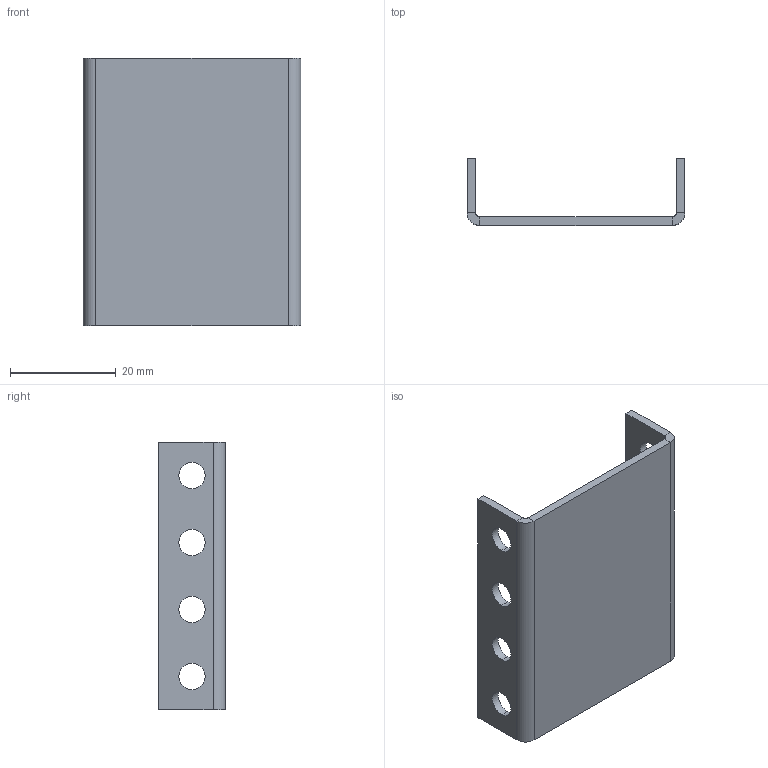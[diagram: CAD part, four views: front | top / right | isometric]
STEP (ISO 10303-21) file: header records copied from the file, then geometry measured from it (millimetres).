
FILE_DESCRIPTION (( 'STEP AP203' ), '1' );
FILE_NAME ('S-25-CLB-P-4205.STEP', '2025-02-11T06:21:54', ( '' ), ( '' ), 'SwSTEP 2.0', 'SolidWorks 2024', '' );
FILE_SCHEMA (( 'CONFIG_CONTROL_DESIGN' ));
Length unit declared in the file: inch
Products named in the file (1): S-25-CLB-P-4205
Bounding box: 41.25 x 12.7 x 50.8 mm (x, y, z)
Volume: 4764 mm3; surface area: 6559.1 mm2
Topology: 1 solids, 1 shells, 38 faces, 92 edges, 56 vertices
Faces by surface type: cylinder 20, plane 18
Entity records: 1219 total; most frequent: DIRECTION 210, CARTESIAN_POINT 187, ORIENTED_EDGE 184, EDGE_CURVE 92, AXIS2_PLACEMENT_3D 79, VERTEX_POINT 56, EDGE_LOOP 54, VECTOR 52
